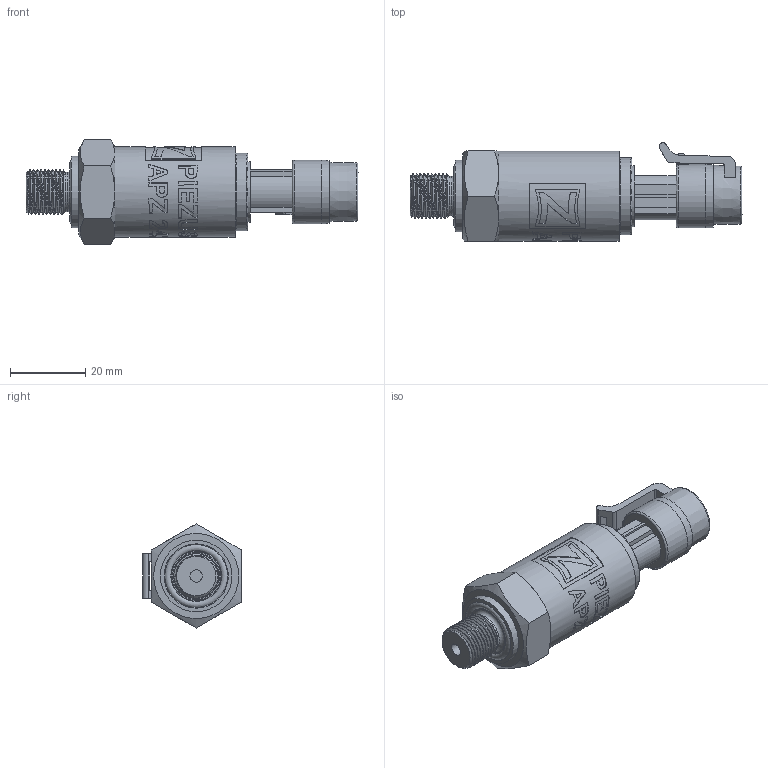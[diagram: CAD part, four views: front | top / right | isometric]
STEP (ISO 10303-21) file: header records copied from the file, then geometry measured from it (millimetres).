
FILE_DESCRIPTION(/* description */ (''),/* implementation_level */ '2;1');
FILE_NAME(/* name */ 'APZ2422_M12x1DIN_Packard.step',/* time_stamp */ '2021-06-15T11:36:17+03:00',/* author */ (''),/* organization */ (''),/* preprocessor_version */ 'ST-DEVELOPER v18.1',/* originating_system */ 'Autodesk Translation Framework v10.9.0.1377',/* authorisation */ '');
FILE_SCHEMA (('AUTOMOTIVE_DESIGN { 1 0 10303 214 3 1 1 }'));
Length unit declared in the file: millimetre
Products named in the file (4): APZ2422_M12x1DIN_Packard; M12x1 DIN; Packard male v12; Packard female v5
Assembly tree (3 placements, depth 2):
  APZ2422_M12x1DIN_Packard
    M12x1 DIN
    Packard male v12
    Packard female v5
Bounding box: 88.28 x 26.21 x 27.71 mm (x, y, z)
Volume: 26374.2 mm3; surface area: 13119.4 mm2
Topology: 11 solids, 11 shells, 515 faces, 1334 edges, 886 vertices
Faces by surface type: bspline 220, plane 175, cylinder 79, cone 27, torus 14
Full cylindrical faces by diameter (mm): 1.5 x3, 3.3 x1, 10.123 x1, 10.5 x1, 10.741 x9, 11.884 x8, 12 x1, 12.623 x2, 13.5 x1, 13.9 x1, 16.2 x1, 16.7 x1, 16.9 x1, 18 x2, 18.3 x1, 19 x1, 20 x2, 20.5 x1, 24 x1
Entity records: 27510 total; most frequent: CARTESIAN_POINT 15910, ORIENTED_EDGE 2668, DIRECTION 1813, EDGE_CURVE 1334, VERTEX_POINT 886, LINE 667, VECTOR 667, EDGE_LOOP 574
